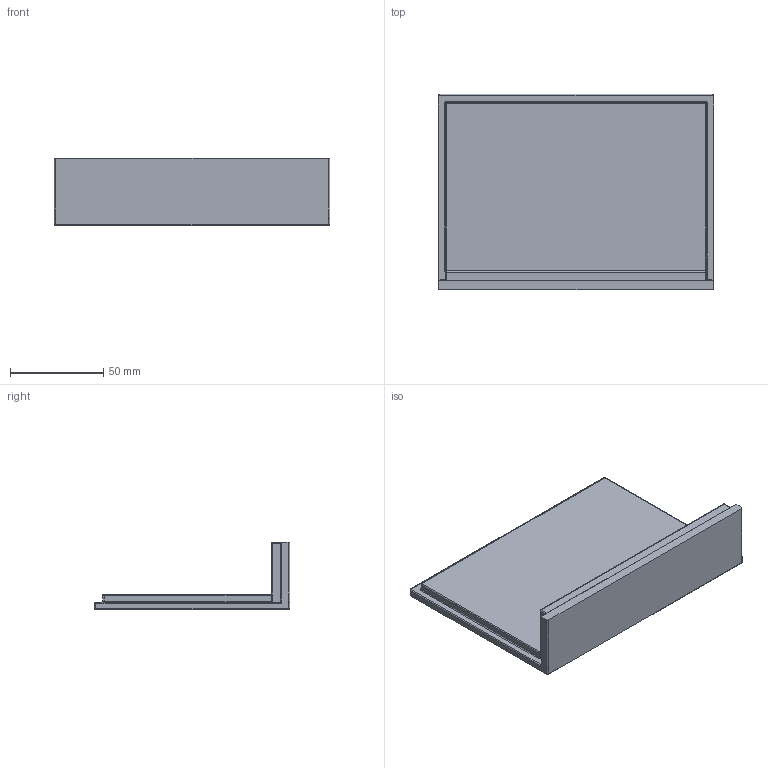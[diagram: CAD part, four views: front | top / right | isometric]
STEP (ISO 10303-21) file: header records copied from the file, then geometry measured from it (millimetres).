
FILE_DESCRIPTION(/* description */ (''),/* implementation_level */ '2;1');
FILE_NAME(/* name */ 'UV_Box_front_door_only.step',/* time_stamp */ '2025-08-24T14:27:58-07:00',/* author */ (''),/* organization */ (''),/* preprocessor_version */ 'ST-DEVELOPER v20.1',/* originating_system */ 'Autodesk Translation Framework v14.10.0.0',/* authorisation */ '');
FILE_SCHEMA (('AUTOMOTIVE_DESIGN { 1 0 10303 214 3 1 1 }'));
Length unit declared in the file: millimetre
Products named in the file (2): 20250516_UV_box_front; frontpanel
Assembly tree (1 placements, depth 2):
  20250516_UV_box_front
    frontpanel
Bounding box: 148 x 105 x 36 mm (x, y, z)
Volume: 158831.9 mm3; surface area: 52357.7 mm2
Topology: 1 solids, 1 shells, 68 faces, 159 edges, 91 vertices
Faces by surface type: cylinder 32, plane 18, bspline 12, sphere 3, torus 3
Entity records: 2140 total; most frequent: CARTESIAN_POINT 552, DIRECTION 345, ORIENTED_EDGE 314, EDGE_CURVE 157, AXIS2_PLACEMENT_3D 134, VERTEX_POINT 91, LINE 77, VECTOR 77
